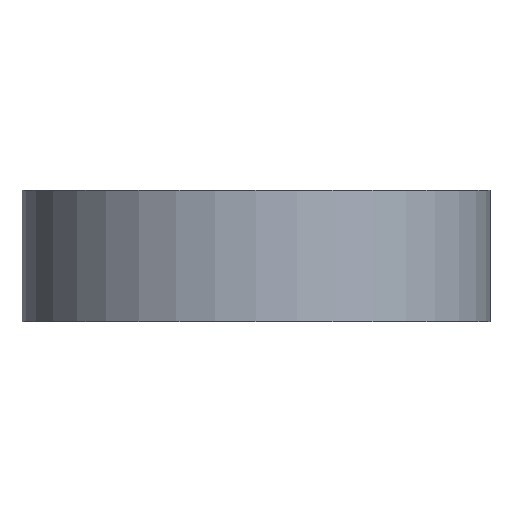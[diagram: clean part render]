
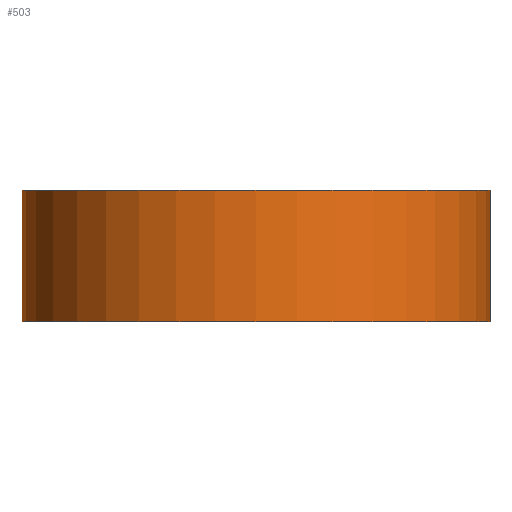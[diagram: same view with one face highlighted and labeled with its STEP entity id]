
A CAD part, front view. The second image highlights one B-rep face of the part: STEP entity #503.
In plain terms, the highlighted cylindrical face has radius 22.644 mm (diameter 45.288 mm), a partial arc.
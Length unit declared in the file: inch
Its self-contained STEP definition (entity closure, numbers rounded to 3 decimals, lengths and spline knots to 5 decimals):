
#18 = EDGE_CURVE ( 'NONE', #232, #165, #452, .T. ) ;
#21 = CARTESIAN_POINT ( 'NONE',  ( -0.048, -2.125, -0.25 ) ) ;
#29 = ORIENTED_EDGE ( 'NONE', *, *, #86, .T. ) ;
#31 = CARTESIAN_POINT ( 'NONE',  ( 0.8435, -2.125, 0.25 ) ) ;
#61 = AXIS2_PLACEMENT_3D ( 'NONE', #185, #199, #373 ) ;
#69 = DIRECTION ( 'NONE',  ( 0., 0., -1. ) ) ;
#81 = CARTESIAN_POINT ( 'NONE',  ( -0.048, -2.125, 0.25 ) ) ;
#86 = EDGE_CURVE ( 'NONE', #165, #353, #516, .T. ) ;
#107 = DIRECTION ( 'NONE',  ( -1., 0., 0. ) ) ;
#129 = EDGE_LOOP ( 'NONE', ( #370, #287, #145, #29 ) ) ;
#130 = CIRCLE ( 'NONE', #505, 0.8915 ) ;
#145 = ORIENTED_EDGE ( 'NONE', *, *, #18, .T. ) ;
#165 = VERTEX_POINT ( 'NONE', #81 ) ;
#185 = CARTESIAN_POINT ( 'NONE',  ( 0.8435, -2.125, 0.25 ) ) ;
#188 = DIRECTION ( 'NONE',  ( 0., 0., -1. ) ) ;
#199 = DIRECTION ( 'NONE',  ( 0., 0., -1. ) ) ;
#208 = AXIS2_PLACEMENT_3D ( 'NONE', #31, #69, #107 ) ;
#212 = CARTESIAN_POINT ( 'NONE',  ( 0.8435, -1.2335, 0.25 ) ) ;
#232 = VERTEX_POINT ( 'NONE', #372 ) ;
#246 = CARTESIAN_POINT ( 'NONE',  ( 0.8435, -2.125, -0.25 ) ) ;
#248 = DIRECTION ( 'NONE',  ( 0., 0., -1. ) ) ;
#254 = DIRECTION ( 'NONE',  ( 1., 0., 0. ) ) ;
#258 = CARTESIAN_POINT ( 'NONE',  ( -0.048, -2.125, 0.25 ) ) ;
#261 = DIRECTION ( 'NONE',  ( 0., 0., -1. ) ) ;
#287 = ORIENTED_EDGE ( 'NONE', *, *, #317, .F. ) ;
#314 = VECTOR ( 'NONE', #261, 39.37008 ) ;
#317 = EDGE_CURVE ( 'NONE', #232, #485, #434, .T. ) ;
#325 = FACE_OUTER_BOUND ( 'NONE', #129, .T. ) ;
#353 = VERTEX_POINT ( 'NONE', #21 ) ;
#370 = ORIENTED_EDGE ( 'NONE', *, *, #425, .F. ) ;
#372 = CARTESIAN_POINT ( 'NONE',  ( 0.8435, -1.2335, 0.25 ) ) ;
#373 = DIRECTION ( 'NONE',  ( 1., 0., 0. ) ) ;
#421 = VECTOR ( 'NONE', #188, 39.37008 ) ;
#425 = EDGE_CURVE ( 'NONE', #485, #353, #130, .T. ) ;
#434 = LINE ( 'NONE', #212, #421 ) ;
#451 = CARTESIAN_POINT ( 'NONE',  ( 0.8435, -1.2335, -0.25 ) ) ;
#452 = CIRCLE ( 'NONE', #61, 0.8915 ) ;
#484 = CYLINDRICAL_SURFACE ( 'NONE', #208, 0.8915 ) ;
#485 = VERTEX_POINT ( 'NONE', #451 ) ;
#503 = ADVANCED_FACE ( 'NONE', ( #325 ), #484, .T. ) ;
#505 = AXIS2_PLACEMENT_3D ( 'NONE', #246, #248, #254 ) ;
#516 = LINE ( 'NONE', #258, #314 ) ;
